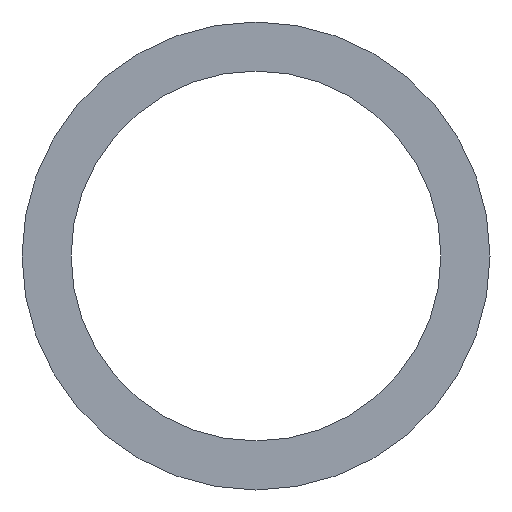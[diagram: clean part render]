
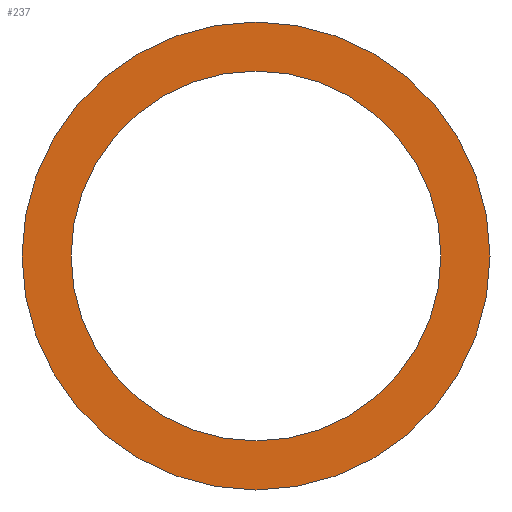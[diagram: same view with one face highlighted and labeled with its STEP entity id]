
A CAD part, left-side view. The second image highlights one B-rep face of the part: STEP entity #237.
In plain terms, the highlighted planar face has unit normal (-1, 0, 0).
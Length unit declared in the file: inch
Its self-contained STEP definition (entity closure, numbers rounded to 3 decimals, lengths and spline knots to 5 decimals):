
#9 = EDGE_CURVE ( 'NONE', #250, #247, #47, .T. ) ;
#10 = EDGE_LOOP ( 'NONE', ( #11, #12 ) ) ;
#11 = ORIENTED_EDGE ( 'NONE', *, *, #9, .F. ) ;
#12 = ORIENTED_EDGE ( 'NONE', *, *, #249, .F. ) ;
#13 = ORIENTED_EDGE ( 'NONE', *, *, #233, .T. ) ;
#14 = EDGE_CURVE ( 'NONE', #231, #234, #56, .T. ) ;
#15 = ORIENTED_EDGE ( 'NONE', *, *, #14, .T. ) ;
#30 = EDGE_LOOP ( 'NONE', ( #13, #15 ) ) ;
#43 = DIRECTION ( 'NONE',  ( 0., 0., 1. ) ) ;
#44 = DIRECTION ( 'NONE',  ( -1., 0., 0. ) ) ;
#45 = CARTESIAN_POINT ( 'NONE',  ( 0., 0., 0. ) ) ;
#46 = AXIS2_PLACEMENT_3D ( 'NONE', #45, #44, #43 ) ;
#47 = CIRCLE ( 'NONE', #46, 0.49 ) ;
#48 = CARTESIAN_POINT ( 'NONE',  ( 0., 0., 0. ) ) ;
#53 = DIRECTION ( 'NONE',  ( 0., 0., 1. ) ) ;
#54 = DIRECTION ( 'NONE',  ( -1., 0., 0. ) ) ;
#55 = AXIS2_PLACEMENT_3D ( 'NONE', #48, #54, #53 ) ;
#56 = CIRCLE ( 'NONE', #55, 0.62 ) ;
#101 = CARTESIAN_POINT ( 'NONE',  ( 0., 0., -0.62 ) ) ;
#102 = DIRECTION ( 'NONE',  ( -1., 0., 0. ) ) ;
#107 = CIRCLE ( 'NONE', #149, 0.49 ) ;
#112 = DIRECTION ( 'NONE',  ( 0., 0., 1. ) ) ;
#113 = DIRECTION ( 'NONE',  ( -1., 0., 0. ) ) ;
#114 = CARTESIAN_POINT ( 'NONE',  ( 0., -0.49, 0. ) ) ;
#115 = AXIS2_PLACEMENT_3D ( 'NONE', #114, #113, #112 ) ;
#117 = CARTESIAN_POINT ( 'NONE',  ( 0., 0., 0.49 ) ) ;
#118 = DIRECTION ( 'NONE',  ( 0., 0., 1. ) ) ;
#119 = DIRECTION ( 'NONE',  ( -1., 0., 0. ) ) ;
#120 = CARTESIAN_POINT ( 'NONE',  ( 0., 0., 0. ) ) ;
#125 = DIRECTION ( 'NONE',  ( 0., 0., 1. ) ) ;
#133 = PLANE ( 'NONE',  #115 ) ;
#135 = FACE_BOUND ( 'NONE', #10, .T. ) ;
#136 = CIRCLE ( 'NONE', #148, 0.62 ) ;
#139 = CARTESIAN_POINT ( 'NONE',  ( 0., 0., 0.62 ) ) ;
#140 = FACE_OUTER_BOUND ( 'NONE', #30, .T. ) ;
#147 = CARTESIAN_POINT ( 'NONE',  ( 0., 0., 0. ) ) ;
#148 = AXIS2_PLACEMENT_3D ( 'NONE', #147, #102, #125 ) ;
#149 = AXIS2_PLACEMENT_3D ( 'NONE', #120, #119, #118 ) ;
#150 = CARTESIAN_POINT ( 'NONE',  ( 0., 0., -0.49 ) ) ;
#231 = VERTEX_POINT ( 'NONE', #101 ) ;
#233 = EDGE_CURVE ( 'NONE', #234, #231, #136, .T. ) ;
#234 = VERTEX_POINT ( 'NONE', #139 ) ;
#237 = ADVANCED_FACE ( 'NONE', ( #140, #135 ), #133, .T. ) ;
#247 = VERTEX_POINT ( 'NONE', #150 ) ;
#249 = EDGE_CURVE ( 'NONE', #247, #250, #107, .T. ) ;
#250 = VERTEX_POINT ( 'NONE', #117 ) ;
